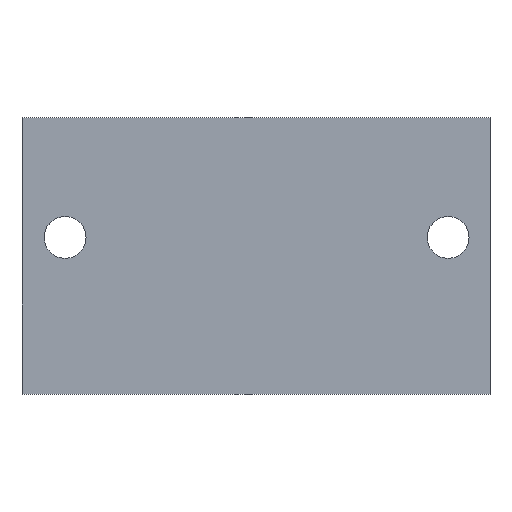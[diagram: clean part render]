
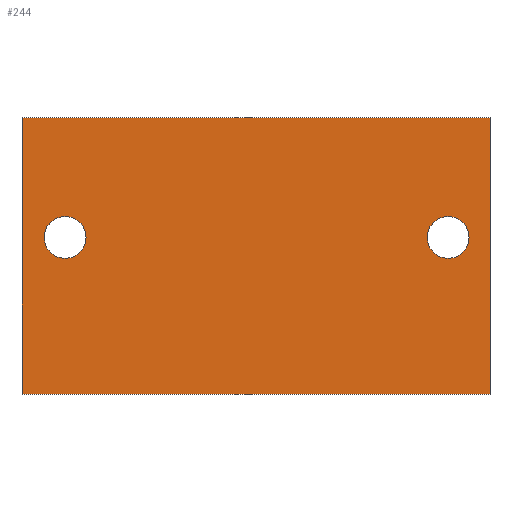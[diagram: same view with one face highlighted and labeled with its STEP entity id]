
A CAD part, top view. The second image highlights one B-rep face of the part: STEP entity #244.
In plain terms, the highlighted planar face has unit normal (0, 0, 1).
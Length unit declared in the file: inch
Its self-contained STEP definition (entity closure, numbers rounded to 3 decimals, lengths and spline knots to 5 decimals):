
#53=DIRECTION('',(0.,-1.,0.));
#54=VECTOR('',#53,0.90945);
#55=CARTESIAN_POINT('',(-0.76969,0.45472,
0.32283));
#56=LINE('',#55,#54);
#57=DIRECTION('',(-1.,0.,0.));
#58=VECTOR('',#57,1.53937);
#59=CARTESIAN_POINT('',(0.76969,0.45472,0.32283));
#60=LINE('',#59,#58);
#61=DIRECTION('',(0.,1.,0.));
#62=VECTOR('',#61,0.90945);
#63=CARTESIAN_POINT('',(0.76969,-0.45472,
0.32283));
#64=LINE('',#63,#62);
#65=DIRECTION('',(1.,0.,0.));
#66=VECTOR('',#65,1.53937);
#67=CARTESIAN_POINT('',(-0.76969,-0.45472,
0.32283));
#68=LINE('',#67,#66);
#69=CARTESIAN_POINT('',(0.63189,0.06102,0.32283));
#70=DIRECTION('',(0.,0.,1.));
#71=DIRECTION('',(1.,0.,0.));
#72=AXIS2_PLACEMENT_3D('',#69,#70,#71);
#74=CARTESIAN_POINT('',(0.63189,0.06102,0.32283));
#75=DIRECTION('',(0.,0.,1.));
#76=DIRECTION('',(-1.,0.,0.));
#77=AXIS2_PLACEMENT_3D('',#74,#75,#76);
#79=CARTESIAN_POINT('',(-0.62795,0.06102,
0.32283));
#80=DIRECTION('',(0.,0.,1.));
#81=DIRECTION('',(1.,0.,0.));
#82=AXIS2_PLACEMENT_3D('',#79,#80,#81);
#84=CARTESIAN_POINT('',(-0.62795,0.06102,
0.32283));
#85=DIRECTION('',(0.,0.,1.));
#86=DIRECTION('',(-1.,0.,0.));
#87=AXIS2_PLACEMENT_3D('',#84,#85,#86);
#113=CARTESIAN_POINT('',(-0.76969,0.45472,
0.32283));
#114=CARTESIAN_POINT('',(-0.76969,-0.45472,
0.32283));
#115=VERTEX_POINT('',#113);
#116=VERTEX_POINT('',#114);
#117=CARTESIAN_POINT('',(0.76969,-0.45472,
0.32283));
#118=VERTEX_POINT('',#117);
#119=CARTESIAN_POINT('',(0.76969,0.45472,
0.32283));
#120=VERTEX_POINT('',#119);
#129=CARTESIAN_POINT('',(0.70079,0.06102,
0.32283));
#130=CARTESIAN_POINT('',(0.56299,0.06102,
0.32283));
#131=VERTEX_POINT('',#129);
#132=VERTEX_POINT('',#130);
#133=CARTESIAN_POINT('',(-0.55906,0.06102,
0.32283));
#134=CARTESIAN_POINT('',(-0.69685,0.06102,
0.32283));
#135=VERTEX_POINT('',#133);
#136=VERTEX_POINT('',#134);
#221=CARTESIAN_POINT('',(0.,0.,0.32283));
#222=DIRECTION('',(0.,0.,1.));
#223=DIRECTION('',(1.,0.,0.));
#224=AXIS2_PLACEMENT_3D('',#221,#222,#223);
#225=PLANE('',#224);
#226=ORIENTED_EDGE('',*,*,#173,.F.);
#227=ORIENTED_EDGE('',*,*,#188,.F.);
#228=ORIENTED_EDGE('',*,*,#202,.F.);
#229=ORIENTED_EDGE('',*,*,#215,.F.);
#230=EDGE_LOOP('',(#226,#227,#228,#229));
#231=FACE_OUTER_BOUND('',#230,.F.);
#233=ORIENTED_EDGE('',*,*,#232,.T.);
#235=ORIENTED_EDGE('',*,*,#234,.T.);
#236=EDGE_LOOP('',(#233,#235));
#237=FACE_BOUND('',#236,.F.);
#239=ORIENTED_EDGE('',*,*,#238,.T.);
#241=ORIENTED_EDGE('',*,*,#240,.T.);
#242=EDGE_LOOP('',(#239,#241));
#243=FACE_BOUND('',#242,.F.);
#244=ADVANCED_FACE('',(#231,#237,#243),#225,.T.);
#73=CIRCLE('',#72,0.0689);
#78=CIRCLE('',#77,0.0689);
#83=CIRCLE('',#82,0.0689);
#88=CIRCLE('',#87,0.0689);
#173=EDGE_CURVE('',#115,#116,#56,.T.);
#188=EDGE_CURVE('',#120,#115,#60,.T.);
#202=EDGE_CURVE('',#118,#120,#64,.T.);
#215=EDGE_CURVE('',#116,#118,#68,.T.);
#232=EDGE_CURVE('',#131,#132,#73,.T.);
#234=EDGE_CURVE('',#132,#131,#78,.T.);
#238=EDGE_CURVE('',#135,#136,#83,.T.);
#240=EDGE_CURVE('',#136,#135,#88,.T.);
